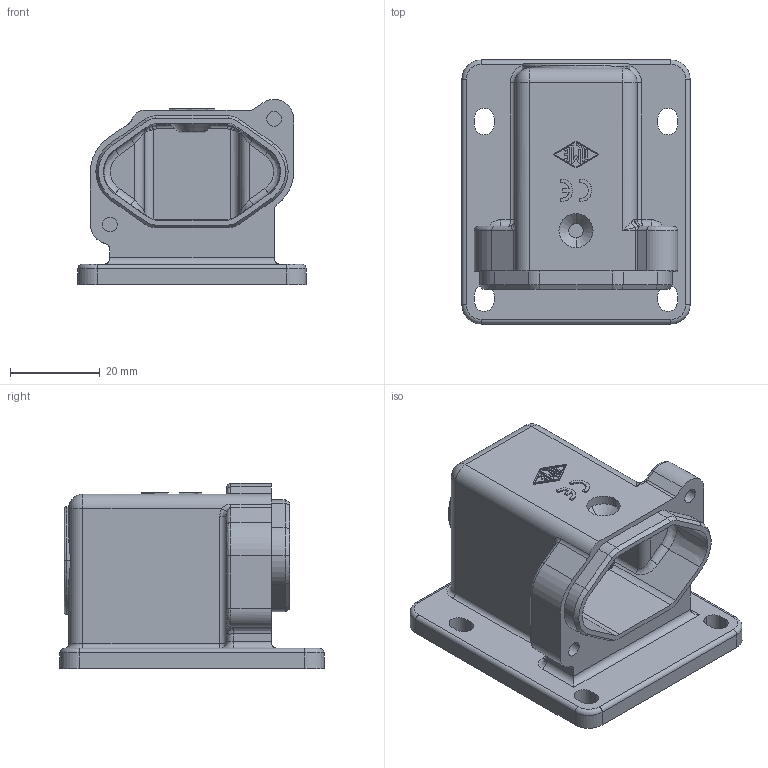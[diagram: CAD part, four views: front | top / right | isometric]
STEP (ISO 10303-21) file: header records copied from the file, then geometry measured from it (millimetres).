
FILE_DESCRIPTION(('CoCreate Modeling STEP Export'),'2;1');
FILE_NAME('CGK IA.stp','2009-02-17T10:55:24',(''),(''),'CoCreate Modeling STEP processor for AP214 (Solid Model)','CoCreate Modeling 16.00A 16-Aug-2008 (C) Parametric Technology GmbH','');
FILE_SCHEMA(('AUTOMOTIVE_DESIGN { 1 0 10303 214 1 1 1 1 }'));
Length unit declared in the file: millimetre
Products named in the file (2): 53811
Assembly tree (1 placements, depth 2):
  53811
    53811
Bounding box: 51 x 59 x 41.34 mm (x, y, z)
Volume: 27085.5 mm3; surface area: 18142.9 mm2
Topology: 1 solids, 1 shells, 325 faces, 843 edges, 524 vertices
Faces by surface type: cylinder 132, plane 128, bspline 35, cone 17, torus 11, sphere 2
Entity records: 15033 total; most frequent: CARTESIAN_POINT 4885, ORIENTED_EDGE 1668, DIRECTION 1463, EDGE_CURVE 834, VERTEX_POINT 524, AXIS2_PLACEMENT_3D 501, VECTOR 461, LINE 461
